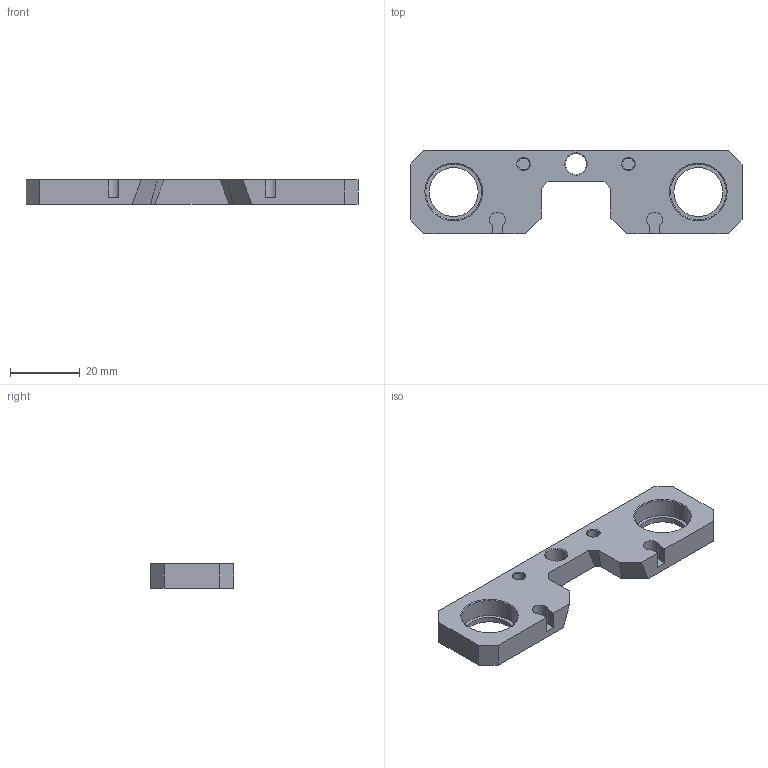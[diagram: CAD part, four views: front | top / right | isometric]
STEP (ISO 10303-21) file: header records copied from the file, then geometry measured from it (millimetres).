
FILE_DESCRIPTION (( 'STEP AP203' ), '1' );
FILE_NAME ('TR_spool_roller_outer_part_v1_0.STEP', '2018-05-17T19:15:48', ( '' ), ( '' ), 'SwSTEP 2.0', 'SolidWorks 2017', '' );
FILE_SCHEMA (( 'CONFIG_CONTROL_DESIGN' ));
Length unit declared in the file: millimetre
Products named in the file (1): TR_spool_roller_outer_part_v1_0
Bounding box: 95 x 24 x 7 mm (x, y, z)
Volume: 9974 mm3; surface area: 6000.8 mm2
Topology: 1 solids, 1 shells, 74 faces, 186 edges, 120 vertices
Faces by surface type: plane 42, cylinder 20, cone 12
Entity records: 2295 total; most frequent: DIRECTION 388, CARTESIAN_POINT 381, ORIENTED_EDGE 372, EDGE_CURVE 186, VECTOR 134, LINE 134, AXIS2_PLACEMENT_3D 127, VERTEX_POINT 120
